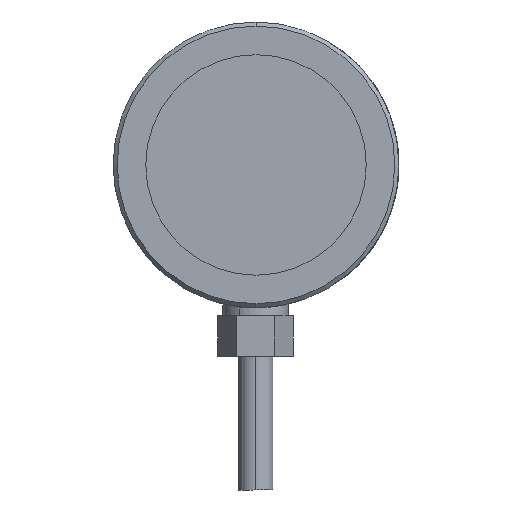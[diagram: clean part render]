
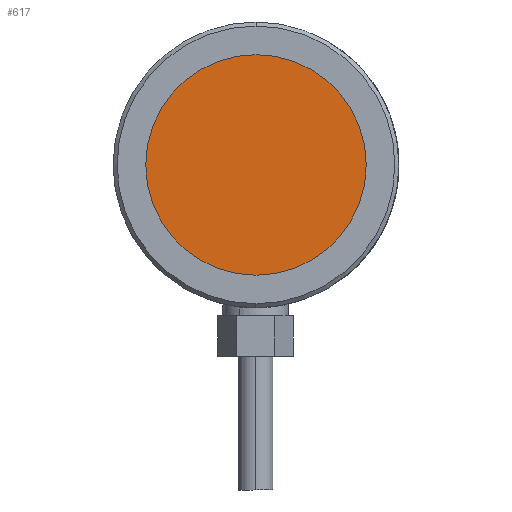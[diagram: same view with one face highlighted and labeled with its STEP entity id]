
A CAD part, left-side view. The second image highlights one B-rep face of the part: STEP entity #617.
In plain terms, the highlighted planar face has unit normal (-1, 0, 0).
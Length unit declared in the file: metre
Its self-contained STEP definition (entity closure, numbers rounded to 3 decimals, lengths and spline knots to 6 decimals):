
#617=ADVANCED_FACE('0:14615',(#1276),#1277,.T.);
#1276=FACE_OUTER_BOUND('',#3371,.T.);
#1277=PLANE('',#3372);
#3371=EDGE_LOOP('',(#5306,#5307));
#3372=AXIS2_PLACEMENT_3D('',#5308,#5309,#5310);
#5306=ORIENTED_EDGE('',*,*,#6157,.T.);
#5307=ORIENTED_EDGE('',*,*,#6238,.T.);
#5308=CARTESIAN_POINT('',(0.007,-0.03193,-0.00875));
#5309=DIRECTION('',(-1.0,0.,0.));
#5310=DIRECTION('',(0.,-1.0,0.));
#6157=EDGE_CURVE('0:14747',#7276,#7273,#7277,.F.);
#6238=EDGE_CURVE('',#7273,#7276,#7365,.F.);
#7273=VERTEX_POINT('',#10085);
#7276=VERTEX_POINT('',#10089);
#7277=CIRCLE('',#10090,0.0135);
#7365=CIRCLE('',#10348,0.0135);
#10085=CARTESIAN_POINT('',(0.007,-0.03193,-0.0135));
#10089=CARTESIAN_POINT('',(0.007,-0.03193,0.0135));
#10090=AXIS2_PLACEMENT_3D('',#11207,#11208,#11209);
#10348=AXIS2_PLACEMENT_3D('',#11265,#11266,#11267);
#11207=CARTESIAN_POINT('',(0.007,-0.03193,0.));
#11208=DIRECTION('',(1.0,0.,0.));
#11209=DIRECTION('',(0.,0.,-1.0));
#11265=CARTESIAN_POINT('',(0.007,-0.03193,0.));
#11266=DIRECTION('',(1.0,0.,0.));
#11267=DIRECTION('',(0.,0.,-1.0));
